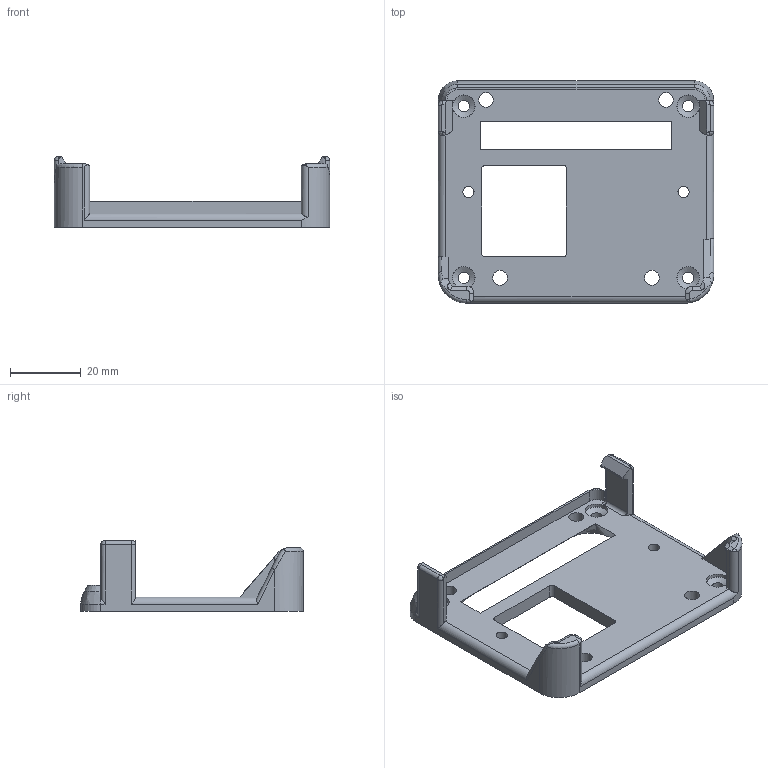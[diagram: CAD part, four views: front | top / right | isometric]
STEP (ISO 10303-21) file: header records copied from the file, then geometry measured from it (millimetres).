
FILE_DESCRIPTION(/* description */ ('','CAx-IF Rec.Pracs.---Representation and Presentation of Product Manufacturing Information (PMI)---4.0---2014-10-13'),/* implementation_level */ '2;1');
FILE_NAME(/* name */ 'WIO Holder A5.step',/* time_stamp */ '2024-12-11T11:45:21-07:00',/* author */ (''),/* organization */ (''),/* preprocessor_version */ 'ST-DEVELOPER v20',/* originating_system */ 'Autodesk Translation Framework v13.20.0.188',/* authorisation */ '');
FILE_SCHEMA (('AP242_MANAGED_MODEL_BASED_3D_ENGINEERING_MIM_LF { 1 0 10303 442 1 1 4 }'));
Length unit declared in the file: millimetre
Products named in the file (2): WIO Holder (A); WIO Holder
Assembly tree (1 placements, depth 2):
  WIO Holder (A)
    WIO Holder
Bounding box: 78 x 63 x 20 mm (x, y, z)
Volume: 16025.4 mm3; surface area: 11553.4 mm2
Topology: 1 solids, 1 shells, 136 faces, 361 edges, 229 vertices
Faces by surface type: cylinder 55, plane 52, bspline 15, cone 10, torus 4
Full cylindrical faces by diameter (mm): 3.2 x6, 4.2 x4, 6.4 x4
Entity records: 4789 total; most frequent: CARTESIAN_POINT 1338, ORIENTED_EDGE 718, DIRECTION 702, EDGE_CURVE 359, AXIS2_PLACEMENT_3D 259, VERTEX_POINT 229, LINE 184, VECTOR 184
